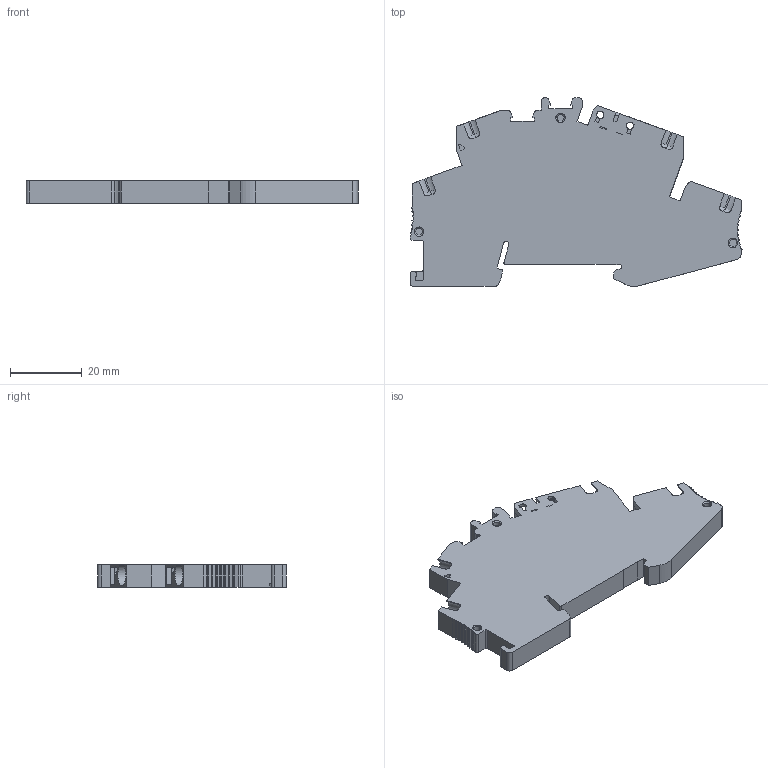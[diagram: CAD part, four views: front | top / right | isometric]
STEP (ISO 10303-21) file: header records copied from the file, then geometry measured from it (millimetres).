
FILE_DESCRIPTION((''),'2;1');
FILE_NAME('8YB754755','2023-11-13T',('dell'),(''),'PRO/ENGINEER BY PARAMETRIC TECHNOLOGY CORPORATION, 2013230','PRO/ENGINEER BY PARAMETRIC TECHNOLOGY CORPORATION, 2013230','');
FILE_SCHEMA(('AUTOMOTIVE_DESIGN { 1 0 10303 214 1 1 1 1 }'));
Length unit declared in the file: millimetre
Products named in the file (1): 8YB754755
Bounding box: 92.4 x 52.52 x 6.2 mm (x, y, z)
Volume: 19662.7 mm3; surface area: 10107.3 mm2
Topology: 1 solids, 1 shells, 491 faces, 1415 edges, 938 vertices
Faces by surface type: plane 342, cylinder 130, cone 13, torus 6
Entity records: 16344 total; most frequent: CARTESIAN_POINT 3362, ORIENTED_EDGE 2830, DIRECTION 2507, EDGE_CURVE 1415, VECTOR 1039, LINE 1039, VERTEX_POINT 938, AXIS2_PLACEMENT_3D 734
